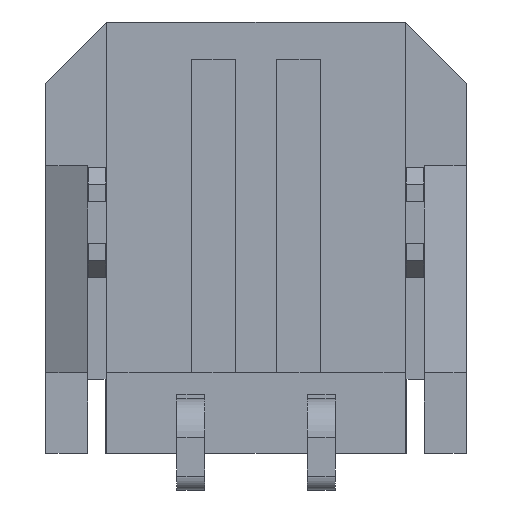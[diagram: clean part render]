
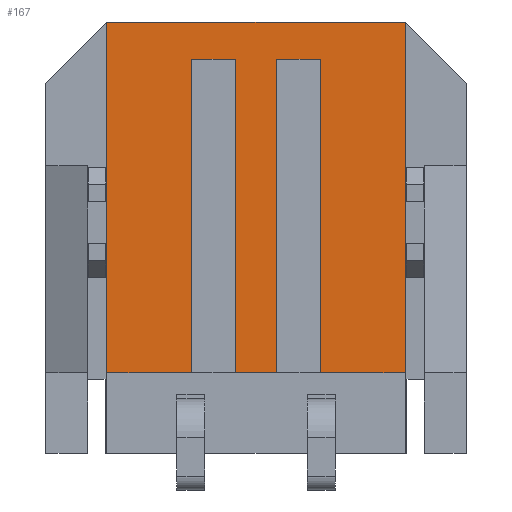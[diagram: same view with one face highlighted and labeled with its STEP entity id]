
A CAD part, front view. The second image highlights one B-rep face of the part: STEP entity #167.
In plain terms, the highlighted planar face has unit normal (0, -1, 0).
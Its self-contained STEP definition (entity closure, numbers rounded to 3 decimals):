
#167=ADVANCED_FACE('',(#493),#494,.T.);
#493=FACE_OUTER_BOUND('',#934,.T.);
#494=PLANE('',#935);
#934=EDGE_LOOP('',(#2048,#2049,#2050,#2051,#2052,#2053,#2054,#2055,#2056,#2057,#2058,#2059));
#935=AXIS2_PLACEMENT_3D('',#2060,#2061,#2062);
#2048=ORIENTED_EDGE('',*,*,#3352,.F.);
#2049=ORIENTED_EDGE('',*,*,#3356,.T.);
#2050=ORIENTED_EDGE('',*,*,#3357,.F.);
#2051=ORIENTED_EDGE('',*,*,#3358,.F.);
#2052=ORIENTED_EDGE('',*,*,#3348,.F.);
#2053=ORIENTED_EDGE('',*,*,#3359,.T.);
#2054=ORIENTED_EDGE('',*,*,#3360,.F.);
#2055=ORIENTED_EDGE('',*,*,#3361,.F.);
#2056=ORIENTED_EDGE('',*,*,#3344,.F.);
#2057=ORIENTED_EDGE('',*,*,#3362,.F.);
#2058=ORIENTED_EDGE('',*,*,#3263,.F.);
#2059=ORIENTED_EDGE('',*,*,#3355,.T.);
#2060=CARTESIAN_POINT('',(-4.825,-1.93,4.95));
#2061=DIRECTION('',(0.0,-1.0,0.0));
#2062=DIRECTION('',(0.0,0.0,-1.0));
#3263=EDGE_CURVE('',#4082,#4084,#4085,.T.);
#3344=EDGE_CURVE('',#4205,#4207,#4208,.T.);
#3348=EDGE_CURVE('',#4213,#4215,#4216,.T.);
#3352=EDGE_CURVE('',#4221,#4223,#4224,.T.);
#3355=EDGE_CURVE('',#4082,#4223,#4227,.T.);
#3356=EDGE_CURVE('',#4221,#4228,#4229,.T.);
#3357=EDGE_CURVE('',#4230,#4228,#4231,.T.);
#3358=EDGE_CURVE('',#4215,#4230,#4232,.T.);
#3359=EDGE_CURVE('',#4213,#4233,#4234,.T.);
#3360=EDGE_CURVE('',#4235,#4233,#4236,.T.);
#3361=EDGE_CURVE('',#4207,#4235,#4237,.T.);
#3362=EDGE_CURVE('',#4084,#4205,#4238,.T.);
#4082=VERTEX_POINT('',#5293);
#4084=VERTEX_POINT('',#5296);
#4085=LINE('',#5297,#5298);
#4205=VERTEX_POINT('',#5492);
#4207=VERTEX_POINT('',#5495);
#4208=LINE('',#5496,#5497);
#4213=VERTEX_POINT('',#5504);
#4215=VERTEX_POINT('',#5507);
#4216=LINE('',#5508,#5509);
#4221=VERTEX_POINT('',#5516);
#4223=VERTEX_POINT('',#5519);
#4224=LINE('',#5520,#5521);
#4227=LINE('',#5526,#5527);
#4228=VERTEX_POINT('',#5528);
#4229=LINE('',#5529,#5530);
#4230=VERTEX_POINT('',#5531);
#4231=LINE('',#5532,#5533);
#4232=LINE('',#5534,#5535);
#4233=VERTEX_POINT('',#5536);
#4234=LINE('',#5537,#5538);
#4235=VERTEX_POINT('',#5539);
#4236=LINE('',#5540,#5541);
#4237=LINE('',#5542,#5543);
#4238=LINE('',#5544,#5545);
#5293=CARTESIAN_POINT('',(-3.425,-1.93,4.95));
#5296=CARTESIAN_POINT('',(3.425,-1.93,4.95));
#5297=CARTESIAN_POINT('',(-3.425,-1.93,4.95));
#5298=VECTOR('',#6309,6.85);
#5492=CARTESIAN_POINT('',(3.425,-1.93,-3.1));
#5495=CARTESIAN_POINT('',(1.475,-1.93,-3.1));
#5496=CARTESIAN_POINT('',(3.425,-1.93,-3.1));
#5497=VECTOR('',#6400,1.95);
#5504=CARTESIAN_POINT('',(0.475,-1.93,-3.1));
#5507=CARTESIAN_POINT('',(-0.475,-1.93,-3.1));
#5508=CARTESIAN_POINT('',(0.475,-1.93,-3.1));
#5509=VECTOR('',#6404,0.95);
#5516=CARTESIAN_POINT('',(-1.475,-1.93,-3.1));
#5519=CARTESIAN_POINT('',(-3.425,-1.93,-3.1));
#5520=CARTESIAN_POINT('',(-1.475,-1.93,-3.1));
#5521=VECTOR('',#6408,1.95);
#5526=CARTESIAN_POINT('',(-3.425,-1.93,4.95));
#5527=VECTOR('',#6411,8.05);
#5528=CARTESIAN_POINT('',(-1.475,-1.93,4.1));
#5529=CARTESIAN_POINT('',(-1.475,-1.93,-3.1));
#5530=VECTOR('',#6412,7.2);
#5531=CARTESIAN_POINT('',(-0.475,-1.93,4.1));
#5532=CARTESIAN_POINT('',(-0.475,-1.93,4.1));
#5533=VECTOR('',#6413,1.0);
#5534=CARTESIAN_POINT('',(-0.475,-1.93,-3.1));
#5535=VECTOR('',#6414,7.2);
#5536=CARTESIAN_POINT('',(0.475,-1.93,4.1));
#5537=CARTESIAN_POINT('',(0.475,-1.93,-3.1));
#5538=VECTOR('',#6415,7.2);
#5539=CARTESIAN_POINT('',(1.475,-1.93,4.1));
#5540=CARTESIAN_POINT('',(1.475,-1.93,4.1));
#5541=VECTOR('',#6416,1.0);
#5542=CARTESIAN_POINT('',(1.475,-1.93,-3.1));
#5543=VECTOR('',#6417,7.2);
#5544=CARTESIAN_POINT('',(3.425,-1.93,4.95));
#5545=VECTOR('',#6418,8.05);
#6309=DIRECTION('',(1.0,0.0,0.0));
#6400=DIRECTION('',(-1.0,0.0,0.0));
#6404=DIRECTION('',(-1.0,0.0,0.0));
#6408=DIRECTION('',(-1.0,0.0,0.0));
#6411=DIRECTION('',(0.0,0.0,-1.0));
#6412=DIRECTION('',(0.0,0.0,1.0));
#6413=DIRECTION('',(-1.0,0.0,0.0));
#6414=DIRECTION('',(0.0,0.0,1.0));
#6415=DIRECTION('',(0.0,0.0,1.0));
#6416=DIRECTION('',(-1.0,0.0,0.0));
#6417=DIRECTION('',(0.0,0.0,1.0));
#6418=DIRECTION('',(0.0,0.0,-1.0));
